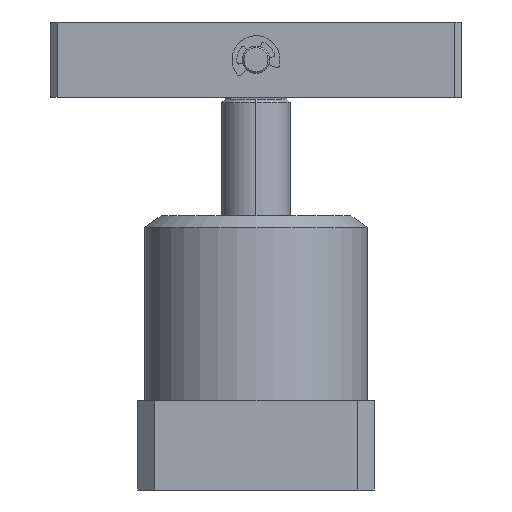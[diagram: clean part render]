
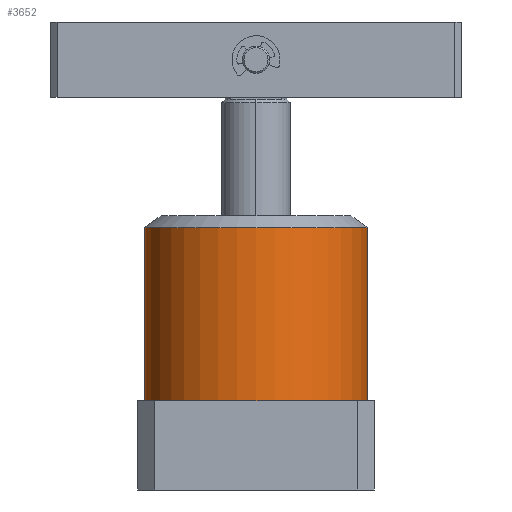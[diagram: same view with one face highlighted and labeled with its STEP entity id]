
A CAD part, front view. The second image highlights one B-rep face of the part: STEP entity #3652.
In plain terms, the highlighted cylindrical face has radius 32.5 mm (diameter 65 mm), a partial arc.
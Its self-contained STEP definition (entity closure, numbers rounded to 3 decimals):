
#780 = LINE ( 'NONE', #3503, #827 ) ;
#827 = VECTOR ( 'NONE', #3502, 1000. ) ;
#848 = CIRCLE ( 'NONE', #1977, 32.5 ) ;
#849 = CIRCLE ( 'NONE', #1976, 32.5 ) ;
#856 = LINE ( 'NONE', #3375, #863 ) ;
#863 = VECTOR ( 'NONE', #3377, 1000. ) ;
#949 = EDGE_CURVE ( 'NONE', #2928, #2943, #856, .T. ) ;
#958 = EDGE_CURVE ( 'NONE', #2907, #2943, #848, .T. ) ;
#959 = EDGE_CURVE ( 'NONE', #6061, #2928, #849, .T. ) ;
#974 = EDGE_CURVE ( 'NONE', #6061, #2907, #780, .T. ) ;
#1713 = AXIS2_PLACEMENT_3D ( 'NONE', #4691, #4690, #4411 ) ;
#1976 = AXIS2_PLACEMENT_3D ( 'NONE', #3460, #3462, #3463 ) ;
#1977 = AXIS2_PLACEMENT_3D ( 'NONE', #3454, #3456, #3457 ) ;
#2737 = ORIENTED_EDGE ( 'NONE', *, *, #949, .F. ) ;
#2738 = ORIENTED_EDGE ( 'NONE', *, *, #974, .T. ) ;
#2739 = ORIENTED_EDGE ( 'NONE', *, *, #959, .F. ) ;
#2740 = ORIENTED_EDGE ( 'NONE', *, *, #958, .T. ) ;
#2841 = EDGE_LOOP ( 'NONE', ( #2737, #2739, #2738, #2740 ) ) ;
#2907 = VERTEX_POINT ( 'NONE', #4630 ) ;
#2928 = VERTEX_POINT ( 'NONE', #4525 ) ;
#2943 = VERTEX_POINT ( 'NONE', #4542 ) ;
#3375 = CARTESIAN_POINT ( 'NONE',  ( 32.5, 0., 80. ) ) ;
#3377 = DIRECTION ( 'NONE',  ( 0., 0., -1. ) ) ;
#3454 = CARTESIAN_POINT ( 'NONE',  ( 0., 0., 26. ) ) ;
#3456 = DIRECTION ( 'NONE',  ( 0., 0., 1. ) ) ;
#3457 = DIRECTION ( 'NONE',  ( 1., 0., 0. ) ) ;
#3460 = CARTESIAN_POINT ( 'NONE',  ( 0., 0., 76.5 ) ) ;
#3462 = DIRECTION ( 'NONE',  ( 0., 0., 1. ) ) ;
#3463 = DIRECTION ( 'NONE',  ( 1., 0., 0. ) ) ;
#3502 = DIRECTION ( 'NONE',  ( 0., 0., -1. ) ) ;
#3503 = CARTESIAN_POINT ( 'NONE',  ( -32.5, 0., 80. ) ) ;
#3652 = ADVANCED_FACE ( 'NONE', ( #4739 ), #4726, .T. ) ;
#4411 = DIRECTION ( 'NONE',  ( -1., 0., 0. ) ) ;
#4525 = CARTESIAN_POINT ( 'NONE',  ( 32.5, 0., 76.5 ) ) ;
#4542 = CARTESIAN_POINT ( 'NONE',  ( 32.5, 0., 26. ) ) ;
#4630 = CARTESIAN_POINT ( 'NONE',  ( -32.5, 0., 26. ) ) ;
#4690 = DIRECTION ( 'NONE',  ( 0., 0., -1. ) ) ;
#4691 = CARTESIAN_POINT ( 'NONE',  ( 0., 0., 80. ) ) ;
#4726 = CYLINDRICAL_SURFACE ( 'NONE', #1713, 32.5 ) ;
#4739 = FACE_OUTER_BOUND ( 'NONE', #2841, .T. ) ;
#4789 = CARTESIAN_POINT ( 'NONE',  ( -32.5, 0., 76.5 ) ) ;
#6061 = VERTEX_POINT ( 'NONE', #4789 ) ;
